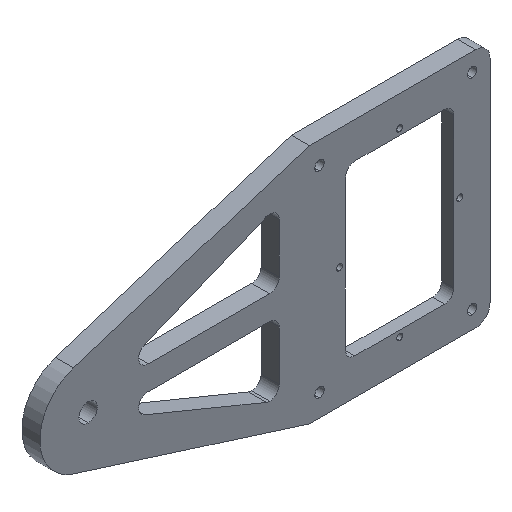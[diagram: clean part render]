
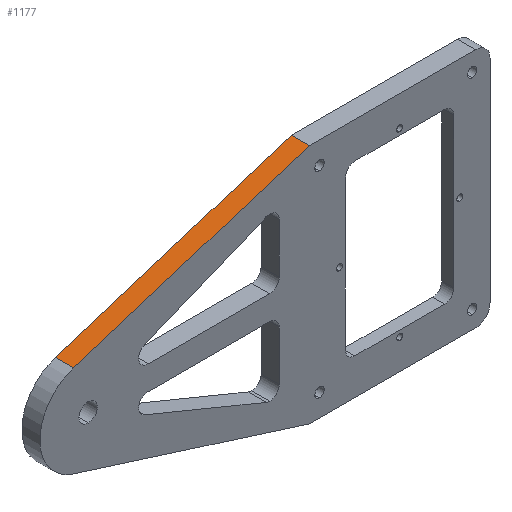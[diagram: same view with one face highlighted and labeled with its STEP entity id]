
A CAD part, isometric view. The second image highlights one B-rep face of the part: STEP entity #1177.
In plain terms, the highlighted planar face has unit normal (-0.301, 0, 0.954).
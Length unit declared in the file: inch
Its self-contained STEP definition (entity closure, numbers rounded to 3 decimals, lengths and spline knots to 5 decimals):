
#35 = VERTEX_POINT ( 'NONE', #787 ) ;
#47 = CARTESIAN_POINT ( 'NONE',  ( -6.76835, 0., 0.95351 ) ) ;
#52 = EDGE_CURVE ( 'NONE', #1701, #35, #1786, .T. ) ;
#186 = VERTEX_POINT ( 'NONE', #47 ) ;
#213 = EDGE_CURVE ( 'NONE', #186, #1701, #1870, .T. ) ;
#258 = CARTESIAN_POINT ( 'NONE',  ( -1.875, 0., 2.5 ) ) ;
#274 = CARTESIAN_POINT ( 'NONE',  ( -1.875, 0.375, 2.5 ) ) ;
#392 = ORIENTED_EDGE ( 'NONE', *, *, #1565, .T. ) ;
#399 = DIRECTION ( 'NONE',  ( 0., 1., 0. ) ) ;
#412 = VECTOR ( 'NONE', #760, 39.37008 ) ;
#596 = VECTOR ( 'NONE', #933, 39.37008 ) ;
#602 = CARTESIAN_POINT ( 'NONE',  ( -1.875, 0.375, 2.5 ) ) ;
#691 = ORIENTED_EDGE ( 'NONE', *, *, #1163, .F. ) ;
#714 = DIRECTION ( 'NONE',  ( -0.301, 0., 0.954 ) ) ;
#731 = EDGE_LOOP ( 'NONE', ( #969, #860, #392, #691 ) ) ;
#760 = DIRECTION ( 'NONE',  ( 0., -1., 0. ) ) ;
#787 = CARTESIAN_POINT ( 'NONE',  ( -1.875, 0.375, 2.5 ) ) ;
#836 = LINE ( 'NONE', #1485, #1854 ) ;
#860 = ORIENTED_EDGE ( 'NONE', *, *, #213, .F. ) ;
#933 = DIRECTION ( 'NONE',  ( 0.954, 0., 0.301 ) ) ;
#969 = ORIENTED_EDGE ( 'NONE', *, *, #52, .F. ) ;
#1065 = VECTOR ( 'NONE', #399, 39.37008 ) ;
#1163 = EDGE_CURVE ( 'NONE', #35, #1721, #1741, .T. ) ;
#1175 = CARTESIAN_POINT ( 'NONE',  ( -6.76835, 0., 0.95351 ) ) ;
#1177 = ADVANCED_FACE ( 'NONE', ( #1900 ), #1395, .T. ) ;
#1223 = DIRECTION ( 'NONE',  ( 0.954, 0., 0.301 ) ) ;
#1241 = DIRECTION ( 'NONE',  ( 0.954, 0., 0.301 ) ) ;
#1392 = CARTESIAN_POINT ( 'NONE',  ( -6.76835, 0.375, 0.95351 ) ) ;
#1395 = PLANE ( 'NONE',  #1434 ) ;
#1434 = AXIS2_PLACEMENT_3D ( 'NONE', #1544, #714, #1223 ) ;
#1485 = CARTESIAN_POINT ( 'NONE',  ( -1.875, 0., 2.5 ) ) ;
#1544 = CARTESIAN_POINT ( 'NONE',  ( -1.875, 0., 2.5 ) ) ;
#1565 = EDGE_CURVE ( 'NONE', #186, #1721, #836, .T. ) ;
#1701 = VERTEX_POINT ( 'NONE', #1392 ) ;
#1721 = VERTEX_POINT ( 'NONE', #258 ) ;
#1741 = LINE ( 'NONE', #274, #412 ) ;
#1786 = LINE ( 'NONE', #602, #596 ) ;
#1854 = VECTOR ( 'NONE', #1241, 39.37008 ) ;
#1870 = LINE ( 'NONE', #1175, #1065 ) ;
#1900 = FACE_OUTER_BOUND ( 'NONE', #731, .T. ) ;
